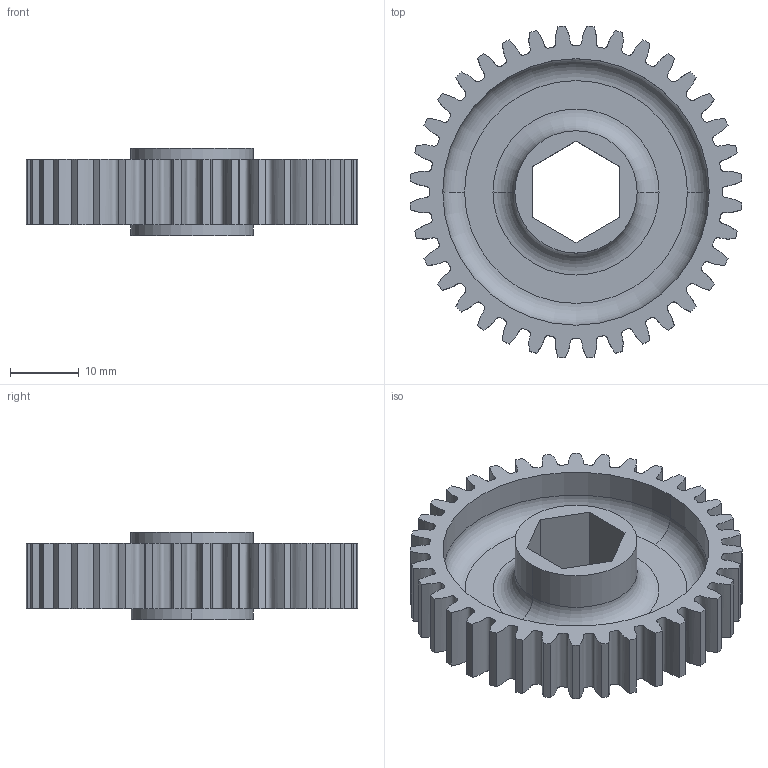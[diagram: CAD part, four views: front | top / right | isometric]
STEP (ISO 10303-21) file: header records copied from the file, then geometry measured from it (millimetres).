
FILE_DESCRIPTION (( 'STEP AP214' ), '1' );
FILE_NAME ('WCP-0555 Rev1.step', '2022-12-20T22:45:44', ( '' ), ( '' ), 'SwSTEP 2.0', 'SolidWorks 2020', '' );
FILE_SCHEMA (( 'AUTOMOTIVE_DESIGN' ));
Length unit declared in the file: inch
Products named in the file (1): WCP-0555 Rev1
Bounding box: 48.16 x 48.16 x 12.65 mm (x, y, z)
Volume: 8643.7 mm3; surface area: 7518.3 mm2
Topology: 1 solids, 1 shells, 96 faces, 272 edges, 180 vertices
Faces by surface type: cylinder 43, bspline 36, plane 13, torus 4
Entity records: 14990 total; most frequent: CARTESIAN_POINT 12609, ORIENTED_EDGE 544, DIRECTION 416, EDGE_CURVE 272, VERTEX_POINT 180, AXIS2_PLACEMENT_3D 155, LINE 106, VECTOR 106
